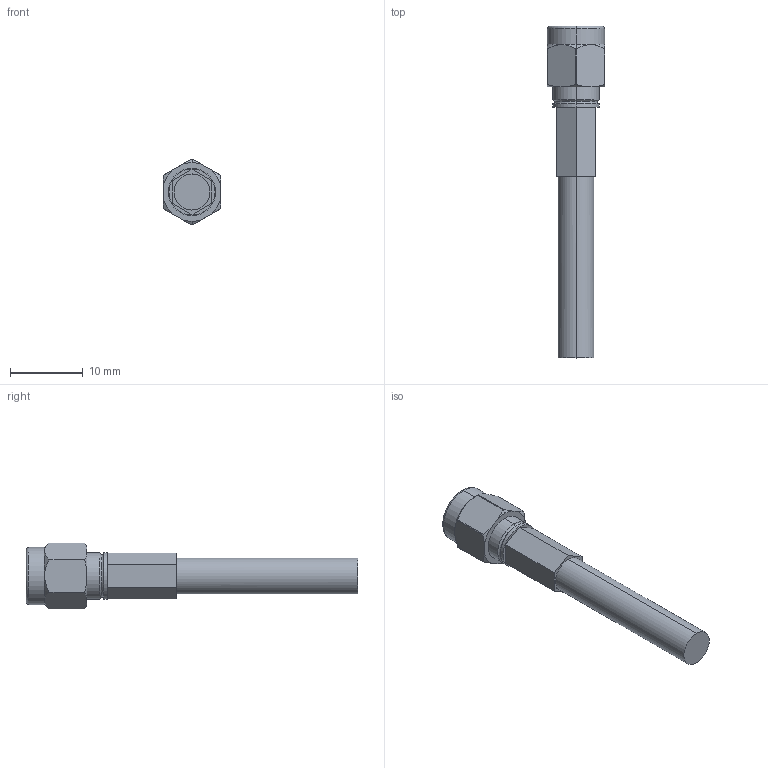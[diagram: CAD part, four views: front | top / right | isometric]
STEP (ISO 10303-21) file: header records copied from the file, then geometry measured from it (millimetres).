
FILE_DESCRIPTION(('STEP AP242'),'1');
FILE_NAME('73251-0132.stp','2021-02-02T13:52:19',('TraceParts'),('TraceParts S.A.'),'Spatial InterOp 3D',' ',' ');
FILE_SCHEMA(('AP242_MANAGED_MODEL_BASED_3D_ENGINEERING_MIM_LF {1 0 10303 442 1 1 4}'));
Length unit declared in the file: millimetre
Products named in the file (1): 73251-0132
Bounding box: 7.92 x 45.73 x 9.09 mm (x, y, z)
Volume: 1149.8 mm3; surface area: 1136.5 mm2
Topology: 1 solids, 1 shells, 91 faces, 220 edges, 140 vertices
Faces by surface type: plane 41, cylinder 30, cone 14, torus 6
Entity records: 2759 total; most frequent: CARTESIAN_POINT 566, DIRECTION 478, ORIENTED_EDGE 440, EDGE_CURVE 220, AXIS2_PLACEMENT_3D 184, VERTEX_POINT 140, LINE 110, VECTOR 110
